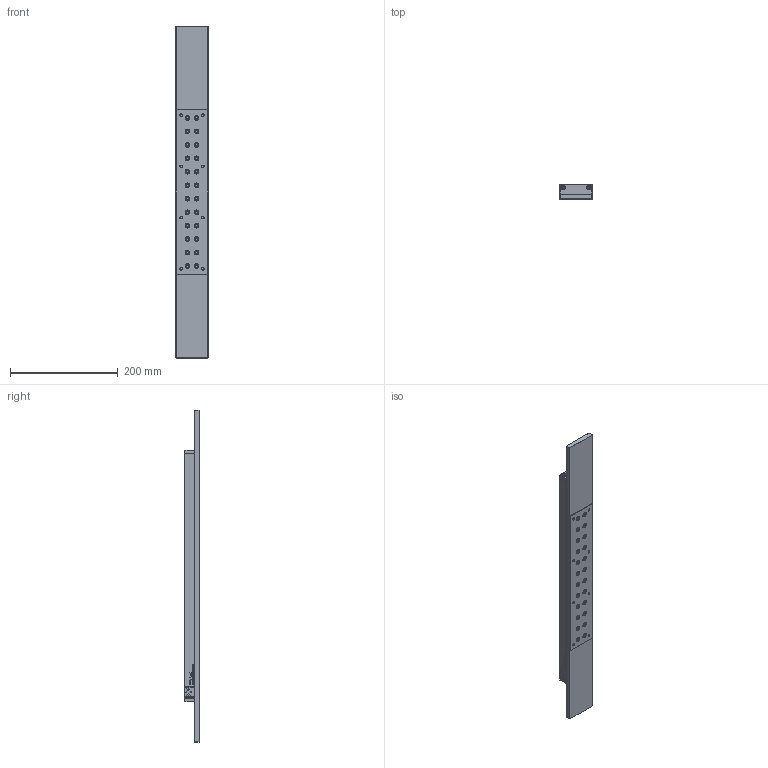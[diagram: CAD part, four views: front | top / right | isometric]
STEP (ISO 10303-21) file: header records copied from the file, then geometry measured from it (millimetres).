
FILE_DESCRIPTION(/* description */ (''),/* implementation_level */ '2;1');
FILE_NAME(/* name */ 'RTNG-3300.stp',/* time_stamp */ '2024-11-14T16:10:33+01:00',/* author */ (''),/* organization */ (''),/* preprocessor_version */ 'ST-DEVELOPER v16.7',/* originating_system */ 'SIEMENS PLM Software NX 12.0',/* authorisation */ '');
FILE_SCHEMA (('AUTOMOTIVE_DESIGN { 1 0 10303 214 3 1 1 1 }'));
Length unit declared in the file: millimetre
Products named in the file (1): RTNG-3300_stp
Bounding box: 59.5 x 28 x 616 mm (x, y, z)
Volume: 734742.2 mm3; surface area: 208935.2 mm2
Topology: 4 solids, 4 shells, 1797 faces, 4415 edges, 2824 vertices
Faces by surface type: plane 1070, cylinder 279, bspline 180, cone 164, torus 104
Entity records: 57706 total; most frequent: CARTESIAN_POINT 11521, ORIENTED_EDGE 8830, DIRECTION 8309, EDGE_CURVE 4415, LINE 3037, VECTOR 3037, VERTEX_POINT 2824, AXIS2_PLACEMENT_3D 2636
